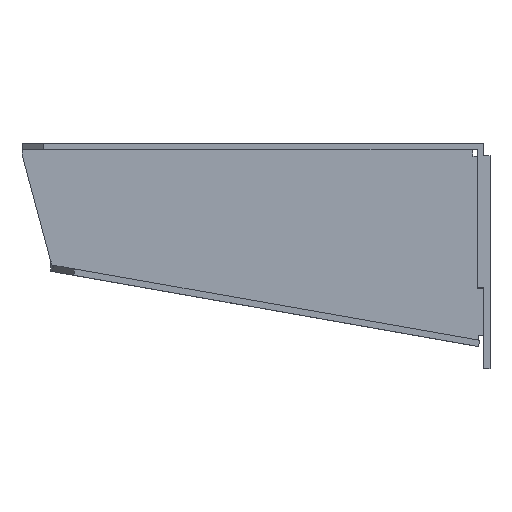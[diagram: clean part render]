
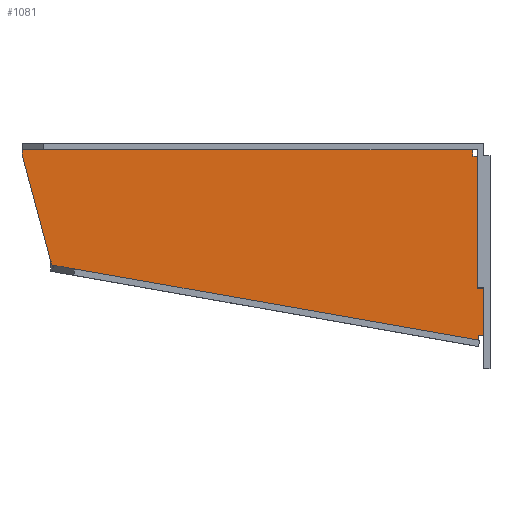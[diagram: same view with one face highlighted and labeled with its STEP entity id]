
A CAD part, top view. The second image highlights one B-rep face of the part: STEP entity #1081.
In plain terms, the highlighted planar face has unit normal (0, 0, 1).
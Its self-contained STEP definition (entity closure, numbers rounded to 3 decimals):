
#9=DIRECTION('',(1.,0.,0.));
#10=VECTOR('',#9,1.222);
#11=CARTESIAN_POINT('',(107.278,7.8,1.5));
#12=LINE('',#11,#10);
#91=DIRECTION('',(-1.,0.,0.));
#92=VECTOR('',#91,2.5);
#93=CARTESIAN_POINT('',(108.5,50.,1.5));
#94=LINE('',#93,#92);
#115=DIRECTION('',(0.,1.,0.));
#116=VECTOR('',#115,42.2);
#117=CARTESIAN_POINT('',(108.5,7.8,1.5));
#118=LINE('',#117,#116);
#161=DIRECTION('',(-1.,0.,0.));
#162=VECTOR('',#161,106.);
#163=CARTESIAN_POINT('',(106.,51.5,1.5));
#164=LINE('',#163,#162);
#181=DIRECTION('',(0.,1.,0.));
#182=VECTOR('',#181,1.5);
#183=CARTESIAN_POINT('',(106.,50.,1.5));
#184=LINE('',#183,#182);
#225=DIRECTION('',(0.,-1.,0.));
#226=VECTOR('',#225,1.);
#227=CARTESIAN_POINT('',(0.,51.5,1.5));
#228=LINE('',#227,#226);
#307=DIRECTION('',(-0.259,0.966,0.));
#308=VECTOR('',#307,25.894);
#309=CARTESIAN_POINT('',(6.702,25.488,1.5));
#310=LINE('',#309,#308);
#311=DIRECTION('',(-0.985,0.174,0.));
#312=VECTOR('',#311,101.852);
#313=CARTESIAN_POINT('',(107.302,6.734,1.5));
#314=LINE('',#313,#312);
#315=CARTESIAN_POINT('',(6.997,24.421,1.5));
#316=CARTESIAN_POINT('',(6.983,24.534,1.5));
#317=CARTESIAN_POINT('',(6.945,24.765,1.5));
#318=CARTESIAN_POINT('',(6.841,25.129,1.5));
#319=CARTESIAN_POINT('',(6.749,25.367,1.5));
#320=CARTESIAN_POINT('',(6.702,25.488,1.5));
#330=DIRECTION('',(0.,1.,0.));
#331=VECTOR('',#330,0.046);
#332=CARTESIAN_POINT('',(107.278,7.754,1.5));
#333=LINE('',#332,#331);
#362=CARTESIAN_POINT('',(107.302,6.734,1.5));
#363=CARTESIAN_POINT('',(107.307,6.853,1.5));
#364=CARTESIAN_POINT('',(107.313,7.086,1.5));
#365=CARTESIAN_POINT('',(107.303,7.414,1.5));
#366=CARTESIAN_POINT('',(107.286,7.641,1.5));
#367=CARTESIAN_POINT('',(107.278,7.754,1.5));
#469=CARTESIAN_POINT('',(107.278,7.8,1.5));
#470=VERTEX_POINT('',#469);
#471=CARTESIAN_POINT('',(108.5,7.8,1.5));
#472=VERTEX_POINT('',#471);
#507=CARTESIAN_POINT('',(108.5,50.,1.5));
#508=CARTESIAN_POINT('',(106.,50.,1.5));
#509=VERTEX_POINT('',#507);
#510=VERTEX_POINT('',#508);
#533=CARTESIAN_POINT('',(106.,51.5,1.5));
#534=CARTESIAN_POINT('',(0.,51.5,1.5));
#535=VERTEX_POINT('',#533);
#536=VERTEX_POINT('',#534);
#545=CARTESIAN_POINT('',(0.,50.5,1.5));
#547=VERTEX_POINT('',#545);
#550=CARTESIAN_POINT('',(6.702,25.488,1.5));
#552=VERTEX_POINT('',#550);
#558=VERTEX_POINT('',#315);
#574=CARTESIAN_POINT('',(107.302,6.734,1.5));
#575=VERTEX_POINT('',#574);
#577=CARTESIAN_POINT('',(107.278,7.754,1.5));
#578=VERTEX_POINT('',#577);
#1061=CARTESIAN_POINT('',(108.069,37.069,1.5));
#1062=DIRECTION('',(0.,0.,-1.));
#1063=DIRECTION('',(-1.,0.,0.));
#1064=AXIS2_PLACEMENT_3D('',#1061,#1062,#1063);
#1065=PLANE('',#1064);
#1066=ORIENTED_EDGE('',*,*,#884,.T.);
#1067=ORIENTED_EDGE('',*,*,#869,.F.);
#1068=ORIENTED_EDGE('',*,*,#800,.F.);
#1069=ORIENTED_EDGE('',*,*,#819,.F.);
#1070=ORIENTED_EDGE('',*,*,#704,.F.);
#1071=ORIENTED_EDGE('',*,*,#728,.F.);
#1072=ORIENTED_EDGE('',*,*,#614,.F.);
#1074=ORIENTED_EDGE('',*,*,#1073,.F.);
#1076=ORIENTED_EDGE('',*,*,#1075,.F.);
#1077=ORIENTED_EDGE('',*,*,#1052,.T.);
#1078=ORIENTED_EDGE('',*,*,#973,.T.);
#1079=EDGE_LOOP('',(#1066,#1067,#1068,#1069,#1070,#1071,#1072,#1074,#1076,#1077,
#1078));
#1080=FACE_OUTER_BOUND('',#1079,.F.);
#1081=ADVANCED_FACE('',(#1080),#1065,.F.);
#321=B_SPLINE_CURVE_WITH_KNOTS('',3,(#315,#316,#317,#318,#319,#320),
.UNSPECIFIED.,.F.,.F.,(4,1,1,4),(0.,0.333,0.667,1.),
.UNSPECIFIED.);
#368=B_SPLINE_CURVE_WITH_KNOTS('',3,(#362,#363,#364,#365,#366,#367),
.UNSPECIFIED.,.F.,.F.,(4,1,1,4),(0.,0.333,0.667,1.),
.UNSPECIFIED.);
#614=EDGE_CURVE('',#470,#472,#12,.T.);
#704=EDGE_CURVE('',#509,#510,#94,.T.);
#728=EDGE_CURVE('',#472,#509,#118,.T.);
#800=EDGE_CURVE('',#535,#536,#164,.T.);
#819=EDGE_CURVE('',#510,#535,#184,.T.);
#869=EDGE_CURVE('',#536,#547,#228,.T.);
#884=EDGE_CURVE('',#552,#547,#310,.T.);
#973=EDGE_CURVE('',#558,#552,#321,.T.);
#1052=EDGE_CURVE('',#575,#558,#314,.T.);
#1073=EDGE_CURVE('',#578,#470,#333,.T.);
#1075=EDGE_CURVE('',#575,#578,#368,.T.);
